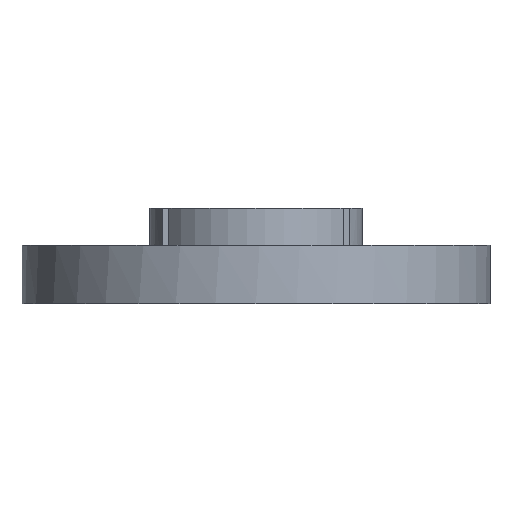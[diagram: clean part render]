
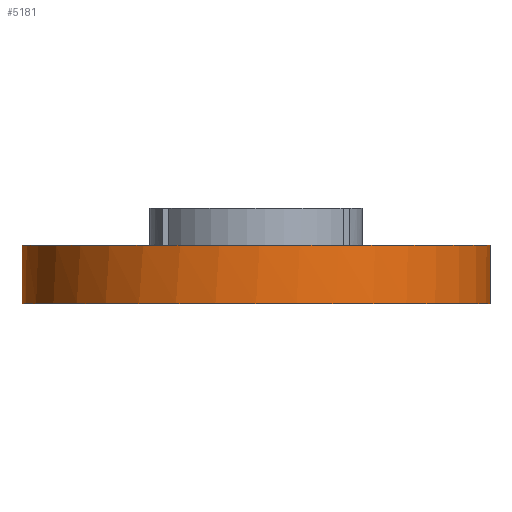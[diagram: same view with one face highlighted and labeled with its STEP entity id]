
A CAD part, front view. The second image highlights one B-rep face of the part: STEP entity #5181.
In plain terms, the highlighted cylindrical face has radius 22 mm (diameter 44 mm), a full revolution.
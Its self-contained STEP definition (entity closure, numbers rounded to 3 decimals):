
#4518 = VERTEX_POINT('',#4519);
#4519 = CARTESIAN_POINT('',(-1.,21.977,11.5));
#4525 = EDGE_CURVE('',#4526,#4518,#4528,.T.);
#4526 = VERTEX_POINT('',#4527);
#4527 = CARTESIAN_POINT('',(22.,0.,11.5));
#4528 = CIRCLE('',#4529,22.);
#4529 = AXIS2_PLACEMENT_3D('',#4530,#4531,#4532);
#4530 = CARTESIAN_POINT('',(0.,0.,11.5));
#4531 = DIRECTION('',(0.,0.,-1.));
#4532 = DIRECTION('',(1.,0.,0.));
#4534 = EDGE_CURVE('',#4535,#4526,#4537,.T.);
#4535 = VERTEX_POINT('',#4536);
#4536 = CARTESIAN_POINT('',(1.,21.977,11.5));
#4537 = CIRCLE('',#4538,22.);
#4538 = AXIS2_PLACEMENT_3D('',#4539,#4540,#4541);
#4539 = CARTESIAN_POINT('',(0.,0.,11.5));
#4540 = DIRECTION('',(0.,0.,-1.));
#4541 = DIRECTION('',(1.,0.,0.));
#5162 = VERTEX_POINT('',#5163);
#5163 = CARTESIAN_POINT('',(1.,21.977,6.2));
#5171 = EDGE_CURVE('',#5162,#4535,#5172,.T.);
#5172 = LINE('',#5173,#5174);
#5173 = CARTESIAN_POINT('',(1.,21.977,6.));
#5174 = VECTOR('',#5175,1.);
#5175 = DIRECTION('',(0.,0.,1.));
#5181 = ADVANCED_FACE('',(#5182),#5218,.T.);
#5182 = FACE_BOUND('',#5183,.F.);
#5183 = EDGE_LOOP('',(#5184,#5192,#5199,#5200,#5201,#5202,#5211,#5217));
#5184 = ORIENTED_EDGE('',*,*,#5185,.F.);
#5185 = EDGE_CURVE('',#5186,#4526,#5188,.T.);
#5186 = VERTEX_POINT('',#5187);
#5187 = CARTESIAN_POINT('',(22.,0.,6.));
#5188 = LINE('',#5189,#5190);
#5189 = CARTESIAN_POINT('',(22.,0.,6.));
#5190 = VECTOR('',#5191,1.);
#5191 = DIRECTION('',(0.,0.,1.));
#5192 = ORIENTED_EDGE('',*,*,#5193,.T.);
#5193 = EDGE_CURVE('',#5186,#5186,#5194,.T.);
#5194 = CIRCLE('',#5195,22.);
#5195 = AXIS2_PLACEMENT_3D('',#5196,#5197,#5198);
#5196 = CARTESIAN_POINT('',(0.,0.,6.));
#5197 = DIRECTION('',(0.,0.,-1.));
#5198 = DIRECTION('',(1.,0.,0.));
#5199 = ORIENTED_EDGE('',*,*,#5185,.T.);
#5200 = ORIENTED_EDGE('',*,*,#4534,.F.);
#5201 = ORIENTED_EDGE('',*,*,#5171,.F.);
#5202 = ORIENTED_EDGE('',*,*,#5203,.T.);
#5203 = EDGE_CURVE('',#5162,#5204,#5206,.T.);
#5204 = VERTEX_POINT('',#5205);
#5205 = CARTESIAN_POINT('',(-1.,21.977,6.2));
#5206 = CIRCLE('',#5207,22.);
#5207 = AXIS2_PLACEMENT_3D('',#5208,#5209,#5210);
#5208 = CARTESIAN_POINT('',(0.,0.,6.2));
#5209 = DIRECTION('',(-0.,0.,1.));
#5210 = DIRECTION('',(1.,0.,0.));
#5211 = ORIENTED_EDGE('',*,*,#5212,.T.);
#5212 = EDGE_CURVE('',#5204,#4518,#5213,.T.);
#5213 = LINE('',#5214,#5215);
#5214 = CARTESIAN_POINT('',(-1.,21.977,6.));
#5215 = VECTOR('',#5216,1.);
#5216 = DIRECTION('',(0.,0.,1.));
#5217 = ORIENTED_EDGE('',*,*,#4525,.F.);
#5218 = CYLINDRICAL_SURFACE('',#5219,22.);
#5219 = AXIS2_PLACEMENT_3D('',#5220,#5221,#5222);
#5220 = CARTESIAN_POINT('',(0.,0.,6.));
#5221 = DIRECTION('',(0.,0.,1.));
#5222 = DIRECTION('',(1.,0.,0.));
